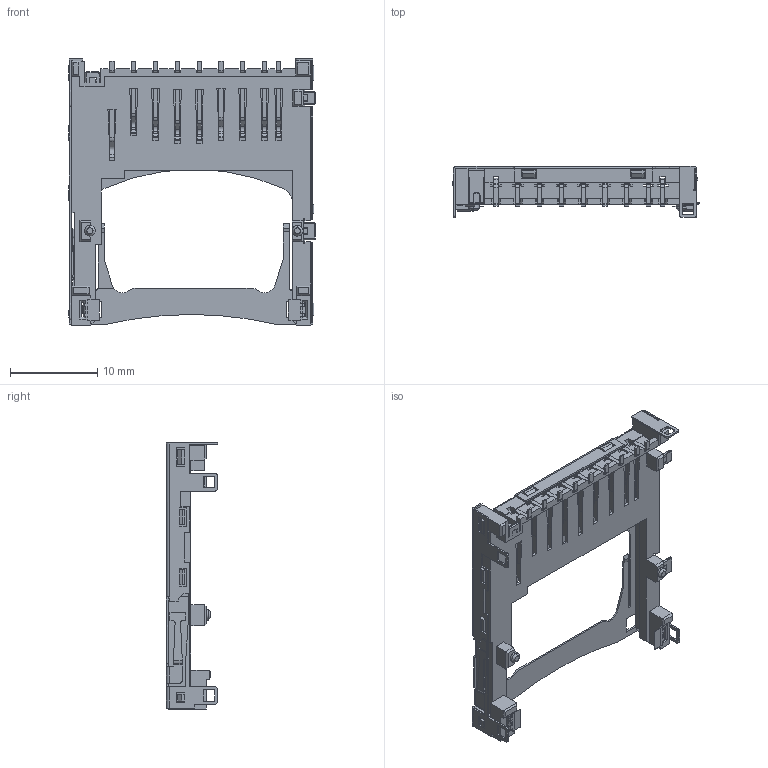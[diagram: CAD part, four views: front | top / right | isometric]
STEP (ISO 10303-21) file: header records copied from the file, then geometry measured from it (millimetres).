
FILE_DESCRIPTION (( 'STEP AP214' ), '1' );
FILE_NAME ('User Library-SD_card.STEP', '2020-06-21T05:59:27', ( '' ), ( '' ), 'SwSTEP 2.0', 'SolidWorks 2019', '' );
FILE_SCHEMA (( 'AUTOMOTIVE_DESIGN' ));
Length unit declared in the file: millimetre
Products named in the file (1): User Library-SD_card
Bounding box: 28.3 x 5.85 x 30.5 mm (x, y, z)
Volume: 636.2 mm3; surface area: 2961.2 mm2
Topology: 1 solids, 1 shells, 1221 faces, 3620 edges, 2318 vertices
Faces by surface type: plane 1042, cylinder 169, cone 10
Entity records: 45880 total; most frequent: CARTESIAN_POINT 9191, ORIENTED_EDGE 7240, DIRECTION 5799, EDGE_CURVE 3620, LINE 3101, VECTOR 3101, VERTEX_POINT 2318, AXIS2_PLACEMENT_3D 1349
